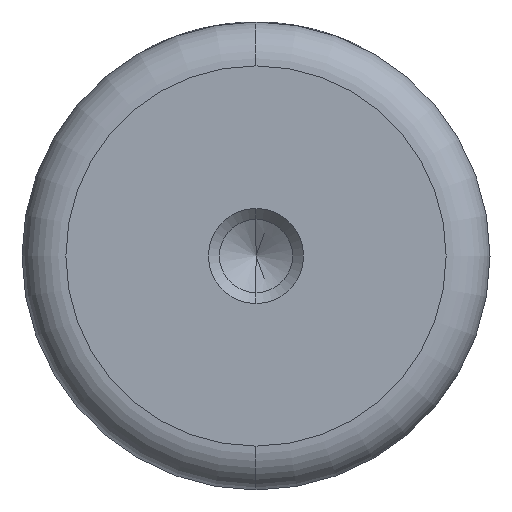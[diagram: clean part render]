
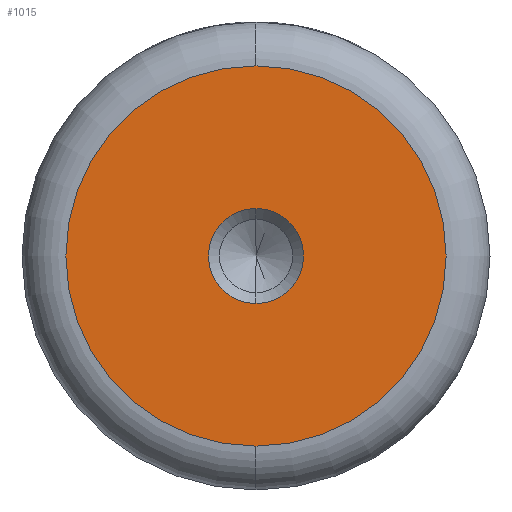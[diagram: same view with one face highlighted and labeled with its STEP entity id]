
A CAD part, left-side view. The second image highlights one B-rep face of the part: STEP entity #1015.
In plain terms, the highlighted planar face has unit normal (-1, 0, 0).
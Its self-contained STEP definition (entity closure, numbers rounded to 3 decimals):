
#31 = CARTESIAN_POINT ( 'NONE',  ( 0., 0., 0. ) ) ;
#45 = DIRECTION ( 'NONE',  ( -1., 0., 0. ) ) ;
#95 = VERTEX_POINT ( 'NONE', #990 ) ;
#152 = DIRECTION ( 'NONE',  ( 0., 0., 1. ) ) ;
#159 = CARTESIAN_POINT ( 'NONE',  ( 0., 0., 0. ) ) ;
#227 = CARTESIAN_POINT ( 'NONE',  ( 0., 0., 13. ) ) ;
#249 = AXIS2_PLACEMENT_3D ( 'NONE', #1032, #377, #1139 ) ;
#269 = DIRECTION ( 'NONE',  ( -1., 0., 0. ) ) ;
#275 = DIRECTION ( 'NONE',  ( 0., 0., 1. ) ) ;
#320 = ORIENTED_EDGE ( 'NONE', *, *, #1223, .T. ) ;
#377 = DIRECTION ( 'NONE',  ( -1., 0., 0. ) ) ;
#387 = EDGE_LOOP ( 'NONE', ( #1137, #439 ) ) ;
#434 = AXIS2_PLACEMENT_3D ( 'NONE', #31, #821, #152 ) ;
#439 = ORIENTED_EDGE ( 'NONE', *, *, #745, .F. ) ;
#459 = CIRCLE ( 'NONE', #249, 13. ) ;
#497 = FACE_BOUND ( 'NONE', #387, .T. ) ;
#547 = VERTEX_POINT ( 'NONE', #227 ) ;
#653 = AXIS2_PLACEMENT_3D ( 'NONE', #159, #932, #275 ) ;
#714 = EDGE_CURVE ( 'NONE', #765, #1247, #1059, .T. ) ;
#720 = FACE_OUTER_BOUND ( 'NONE', #1072, .T. ) ;
#722 = CARTESIAN_POINT ( 'NONE',  ( 0., 0., -3.25 ) ) ;
#723 = CARTESIAN_POINT ( 'NONE',  ( 0., 0., 0. ) ) ;
#745 = EDGE_CURVE ( 'NONE', #1247, #765, #1291, .T. ) ;
#765 = VERTEX_POINT ( 'NONE', #1050 ) ;
#821 = DIRECTION ( 'NONE',  ( -1., 0., 0. ) ) ;
#830 = DIRECTION ( 'NONE',  ( 0., 0., 1. ) ) ;
#837 = CIRCLE ( 'NONE', #434, 13. ) ;
#925 = PLANE ( 'NONE',  #1111 ) ;
#932 = DIRECTION ( 'NONE',  ( -1., 0., 0. ) ) ;
#946 = AXIS2_PLACEMENT_3D ( 'NONE', #723, #45, #830 ) ;
#990 = CARTESIAN_POINT ( 'NONE',  ( 0., 0., -13. ) ) ;
#1000 = EDGE_CURVE ( 'NONE', #95, #547, #459, .T. ) ;
#1015 = ADVANCED_FACE ( 'NONE', ( #497, #720 ), #925, .T. ) ;
#1032 = CARTESIAN_POINT ( 'NONE',  ( 0., 0., 0. ) ) ;
#1038 = DIRECTION ( 'NONE',  ( 0., 0., 1. ) ) ;
#1050 = CARTESIAN_POINT ( 'NONE',  ( 0., 0., 3.25 ) ) ;
#1059 = CIRCLE ( 'NONE', #653, 3.25 ) ;
#1072 = EDGE_LOOP ( 'NONE', ( #320, #1283 ) ) ;
#1111 = AXIS2_PLACEMENT_3D ( 'NONE', #1366, #269, #1038 ) ;
#1137 = ORIENTED_EDGE ( 'NONE', *, *, #714, .F. ) ;
#1139 = DIRECTION ( 'NONE',  ( 0., 0., 1. ) ) ;
#1223 = EDGE_CURVE ( 'NONE', #547, #95, #837, .T. ) ;
#1247 = VERTEX_POINT ( 'NONE', #722 ) ;
#1283 = ORIENTED_EDGE ( 'NONE', *, *, #1000, .T. ) ;
#1291 = CIRCLE ( 'NONE', #946, 3.25 ) ;
#1366 = CARTESIAN_POINT ( 'NONE',  ( 0., 0., 0. ) ) ;
